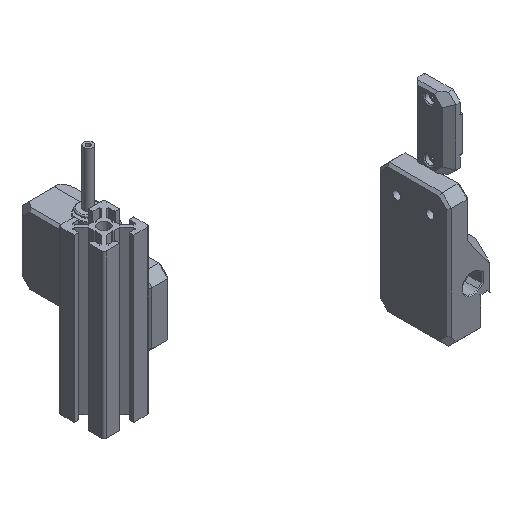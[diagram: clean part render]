
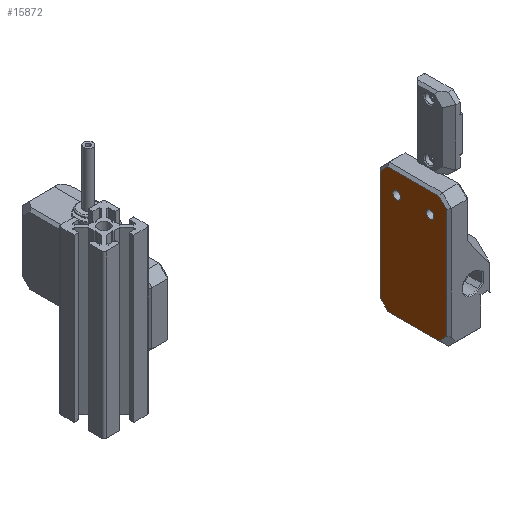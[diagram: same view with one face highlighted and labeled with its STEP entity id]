
A CAD part, isometric view. The second image highlights one B-rep face of the part: STEP entity #15872.
In plain terms, the highlighted face is planar.
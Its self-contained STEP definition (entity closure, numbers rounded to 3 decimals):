
#991=FACE_BOUND('',#2764,.T.);
#992=FACE_BOUND('',#2765,.T.);
#1830=FACE_OUTER_BOUND('',#2763,.T.);
#2763=EDGE_LOOP('',(#14204,#14205,#14206,#14207,#14208,#14209,#14210,#14211));
#2764=EDGE_LOOP('',(#14212));
#2765=EDGE_LOOP('',(#14213));
#3257=CIRCLE('',#17330,1.7);
#3259=CIRCLE('',#17342,1.7);
#4607=LINE('',#33519,#6047);
#4609=LINE('',#33523,#6049);
#4611=LINE('',#33527,#6051);
#4615=LINE('',#33539,#6055);
#4619=LINE('',#33546,#6059);
#4620=LINE('',#33549,#6060);
#4623=LINE('',#33555,#6063);
#4629=LINE('',#33565,#6069);
#6047=VECTOR('',#21160,10.);
#6049=VECTOR('',#21164,10.);
#6051=VECTOR('',#21168,10.);
#6055=VECTOR('',#21182,10.);
#6059=VECTOR('',#21188,10.);
#6060=VECTOR('',#21191,10.);
#6063=VECTOR('',#21196,10.);
#6069=VECTOR('',#21206,10.);
#7559=VERTEX_POINT('',#33516);
#7560=VERTEX_POINT('',#33518);
#7561=VERTEX_POINT('',#33522);
#7562=VERTEX_POINT('',#33526);
#7564=VERTEX_POINT('',#33533);
#7565=VERTEX_POINT('',#33538);
#7567=VERTEX_POINT('',#33544);
#7568=VERTEX_POINT('',#33548);
#7570=VERTEX_POINT('',#33554);
#7574=VERTEX_POINT('',#33571);
#9773=EDGE_CURVE('',#7559,#7560,#4607,.F.);
#9775=EDGE_CURVE('',#7560,#7561,#4609,.F.);
#9777=EDGE_CURVE('',#7561,#7562,#4611,.F.);
#9782=EDGE_CURVE('',#7564,#7564,#3257,.F.);
#9783=EDGE_CURVE('',#7565,#7559,#4615,.F.);
#9787=EDGE_CURVE('',#7567,#7565,#4619,.F.);
#9788=EDGE_CURVE('',#7568,#7567,#4620,.F.);
#9791=EDGE_CURVE('',#7570,#7568,#4623,.F.);
#9797=EDGE_CURVE('',#7562,#7570,#4629,.F.);
#9799=EDGE_CURVE('',#7574,#7574,#3259,.F.);
#14204=ORIENTED_EDGE('',*,*,#9797,.F.);
#14205=ORIENTED_EDGE('',*,*,#9777,.F.);
#14206=ORIENTED_EDGE('',*,*,#9775,.F.);
#14207=ORIENTED_EDGE('',*,*,#9773,.F.);
#14208=ORIENTED_EDGE('',*,*,#9783,.F.);
#14209=ORIENTED_EDGE('',*,*,#9787,.F.);
#14210=ORIENTED_EDGE('',*,*,#9788,.F.);
#14211=ORIENTED_EDGE('',*,*,#9791,.F.);
#14212=ORIENTED_EDGE('',*,*,#9782,.T.);
#14213=ORIENTED_EDGE('',*,*,#9799,.T.);
#14902=PLANE('',#17341);
#15872=ADVANCED_FACE('',(#1830,#991,#992),#14902,.T.);
#17330=AXIS2_PLACEMENT_3D('',#33535,#21176,#21177);
#17341=AXIS2_PLACEMENT_3D('',#33570,#21213,#21214);
#17342=AXIS2_PLACEMENT_3D('',#33572,#21215,#21216);
#21160=DIRECTION('',(0.,-0.707,0.707));
#21164=DIRECTION('',(0.,0.,1.));
#21168=DIRECTION('',(0.,0.707,0.707));
#21176=DIRECTION('center_axis',(1.,0.,0.));
#21177=DIRECTION('ref_axis',(0.,-1.,0.));
#21182=DIRECTION('',(0.,-1.,0.));
#21188=DIRECTION('',(0.,-0.707,-0.707));
#21191=DIRECTION('',(0.,0.,-1.));
#21196=DIRECTION('',(0.,0.707,-0.707));
#21206=DIRECTION('',(0.,1.,0.));
#21213=DIRECTION('center_axis',(1.,0.,0.));
#21214=DIRECTION('ref_axis',(0.,0.,-1.));
#21215=DIRECTION('center_axis',(1.,0.,0.));
#21216=DIRECTION('ref_axis',(0.,-1.,0.));
#33516=CARTESIAN_POINT('',(0.499,10.965,47.925));
#33518=CARTESIAN_POINT('',(0.499,14.38,44.51));
#33519=CARTESIAN_POINT('',(0.499,12.146,46.745));
#33522=CARTESIAN_POINT('',(0.499,14.38,22.064));
#33523=CARTESIAN_POINT('',(0.499,14.38,31.09));
#33526=CARTESIAN_POINT('',(0.499,10.965,18.649));
#33527=CARTESIAN_POINT('',(0.499,11.046,18.73));
#33533=CARTESIAN_POINT('',(0.499,-29.936,25.968));
#33535=CARTESIAN_POINT('Origin',(0.499,-31.636,25.968));
#33538=CARTESIAN_POINT('',(0.499,-37.223,47.925));
#33539=CARTESIAN_POINT('',(0.499,-3.129,47.925));
#33544=CARTESIAN_POINT('',(0.499,-40.637,44.51));
#33546=CARTESIAN_POINT('',(0.499,-30.903,54.245));
#33548=CARTESIAN_POINT('',(0.499,-40.637,22.064));
#33549=CARTESIAN_POINT('',(0.499,-40.637,32.188));
#33554=CARTESIAN_POINT('',(0.499,-37.223,18.649));
#33555=CARTESIAN_POINT('',(0.499,-29.804,11.23));
#33565=CARTESIAN_POINT('',(0.499,-3.129,18.649));
#33570=CARTESIAN_POINT('Origin',(0.499,-3.129,31.821));
#33571=CARTESIAN_POINT('',(0.499,-29.936,40.606));
#33572=CARTESIAN_POINT('Origin',(0.499,-31.636,40.606));
